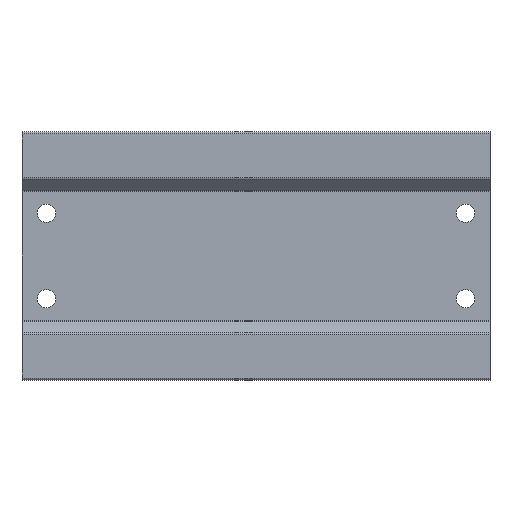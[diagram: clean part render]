
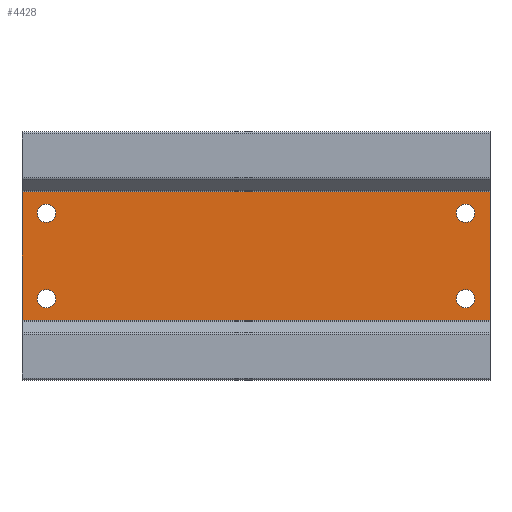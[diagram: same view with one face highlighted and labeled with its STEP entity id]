
A CAD part, front view. The second image highlights one B-rep face of the part: STEP entity #4428.
In plain terms, the highlighted planar face has unit normal (0, -1, 0).
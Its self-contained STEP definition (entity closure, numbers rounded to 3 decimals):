
#48 = FACE_BOUND ( 'NONE', #3342, .T. ) ;
#54 = AXIS2_PLACEMENT_3D ( 'NONE', #3056, #980, #3419 ) ;
#71 = CARTESIAN_POINT ( 'NONE',  ( -51.5, -10., 10.5 ) ) ;
#84 = CARTESIAN_POINT ( 'NONE',  ( 57.5, -10., -15.793 ) ) ;
#88 = CARTESIAN_POINT ( 'NONE',  ( -57.5, -10., 16. ) ) ;
#198 = ORIENTED_EDGE ( 'NONE', *, *, #1553, .F. ) ;
#234 = CIRCLE ( 'NONE', #2848, 2.25 ) ;
#317 = CARTESIAN_POINT ( 'NONE',  ( -51.5, -10., 10.5 ) ) ;
#381 = CIRCLE ( 'NONE', #917, 2.25 ) ;
#432 = DIRECTION ( 'NONE',  ( 0., 0., 1. ) ) ;
#451 = AXIS2_PLACEMENT_3D ( 'NONE', #3274, #1190, #3627 ) ;
#476 = CARTESIAN_POINT ( 'NONE',  ( -51.5, -10., -10.5 ) ) ;
#484 = VERTEX_POINT ( 'NONE', #1235 ) ;
#529 = CARTESIAN_POINT ( 'NONE',  ( 51.5, -10., -8.25 ) ) ;
#599 = ORIENTED_EDGE ( 'NONE', *, *, #2072, .T. ) ;
#668 = DIRECTION ( 'NONE',  ( 0., 0., 1. ) ) ;
#694 = ORIENTED_EDGE ( 'NONE', *, *, #4261, .T. ) ;
#733 = DIRECTION ( 'NONE',  ( 0., 1., 0. ) ) ;
#810 = VERTEX_POINT ( 'NONE', #4407 ) ;
#815 = CARTESIAN_POINT ( 'NONE',  ( -57.5, -10., -15.793 ) ) ;
#827 = DIRECTION ( 'NONE',  ( 0., 0., 1. ) ) ;
#893 = FACE_BOUND ( 'NONE', #1700, .T. ) ;
#903 = PLANE ( 'NONE',  #3011 ) ;
#917 = AXIS2_PLACEMENT_3D ( 'NONE', #3298, #1212, #3654 ) ;
#924 = EDGE_LOOP ( 'NONE', ( #1847, #2090 ) ) ;
#932 = EDGE_LOOP ( 'NONE', ( #1253, #694 ) ) ;
#956 = ORIENTED_EDGE ( 'NONE', *, *, #2370, .T. ) ;
#971 = EDGE_CURVE ( 'NONE', #2229, #2188, #2488, .T. ) ;
#980 = DIRECTION ( 'NONE',  ( 0., 1., 0. ) ) ;
#1002 = ORIENTED_EDGE ( 'NONE', *, *, #1928, .T. ) ;
#1079 = DIRECTION ( 'NONE',  ( 0., 1., 0. ) ) ;
#1190 = DIRECTION ( 'NONE',  ( 0., 1., 0. ) ) ;
#1212 = DIRECTION ( 'NONE',  ( 0., 1., 0. ) ) ;
#1227 = CARTESIAN_POINT ( 'NONE',  ( -57.5, -10., 16. ) ) ;
#1235 = CARTESIAN_POINT ( 'NONE',  ( 51.5, -10., 8.25 ) ) ;
#1253 = ORIENTED_EDGE ( 'NONE', *, *, #2473, .T. ) ;
#1286 = CIRCLE ( 'NONE', #54, 2.25 ) ;
#1358 = DIRECTION ( 'NONE',  ( 1., 0., 0. ) ) ;
#1390 = CIRCLE ( 'NONE', #4188, 2.25 ) ;
#1407 = VERTEX_POINT ( 'NONE', #3166 ) ;
#1431 = CIRCLE ( 'NONE', #2494, 2.25 ) ;
#1553 = EDGE_CURVE ( 'NONE', #2229, #4092, #4232, .T. ) ;
#1574 = VECTOR ( 'NONE', #2193, 1000. ) ;
#1589 = VERTEX_POINT ( 'NONE', #3603 ) ;
#1593 = DIRECTION ( 'NONE',  ( -1., 0., 0. ) ) ;
#1607 = DIRECTION ( 'NONE',  ( 0., 1., 0. ) ) ;
#1623 = LINE ( 'NONE', #4037, #4392 ) ;
#1700 = EDGE_LOOP ( 'NONE', ( #599, #2681 ) ) ;
#1751 = EDGE_CURVE ( 'NONE', #810, #4092, #1623, .T. ) ;
#1812 = VERTEX_POINT ( 'NONE', #1942 ) ;
#1814 = FACE_BOUND ( 'NONE', #924, .T. ) ;
#1847 = ORIENTED_EDGE ( 'NONE', *, *, #3027, .T. ) ;
#1928 = EDGE_CURVE ( 'NONE', #3574, #4514, #1286, .T. ) ;
#1942 = CARTESIAN_POINT ( 'NONE',  ( -51.5, -10., -8.25 ) ) ;
#2072 = EDGE_CURVE ( 'NONE', #3160, #484, #3527, .T. ) ;
#2080 = EDGE_LOOP ( 'NONE', ( #956, #4202, #198, #3825 ) ) ;
#2090 = ORIENTED_EDGE ( 'NONE', *, *, #4176, .T. ) ;
#2188 = VERTEX_POINT ( 'NONE', #84 ) ;
#2193 = DIRECTION ( 'NONE',  ( 0., 0., 1. ) ) ;
#2229 = VERTEX_POINT ( 'NONE', #815 ) ;
#2249 = EDGE_CURVE ( 'NONE', #484, #3160, #3917, .T. ) ;
#2357 = CARTESIAN_POINT ( 'NONE',  ( 57.5, -10., 16. ) ) ;
#2370 = EDGE_CURVE ( 'NONE', #2188, #810, #4484, .T. ) ;
#2473 = EDGE_CURVE ( 'NONE', #1407, #4398, #1390, .T. ) ;
#2488 = LINE ( 'NONE', #3813, #3537 ) ;
#2494 = AXIS2_PLACEMENT_3D ( 'NONE', #71, #2533, #432 ) ;
#2533 = DIRECTION ( 'NONE',  ( 0., 1., 0. ) ) ;
#2681 = ORIENTED_EDGE ( 'NONE', *, *, #2249, .T. ) ;
#2742 = AXIS2_PLACEMENT_3D ( 'NONE', #3163, #1079, #3523 ) ;
#2765 = DIRECTION ( 'NONE',  ( 0., 1., 0. ) ) ;
#2827 = CARTESIAN_POINT ( 'NONE',  ( 51.5, -10., 10.5 ) ) ;
#2848 = AXIS2_PLACEMENT_3D ( 'NONE', #476, #2913, #827 ) ;
#2877 = AXIS2_PLACEMENT_3D ( 'NONE', #2827, #733, #3175 ) ;
#2901 = CARTESIAN_POINT ( 'NONE',  ( -57.5, -10., 15.793 ) ) ;
#2913 = DIRECTION ( 'NONE',  ( 0., 1., 0. ) ) ;
#2970 = ORIENTED_EDGE ( 'NONE', *, *, #4349, .T. ) ;
#3011 = AXIS2_PLACEMENT_3D ( 'NONE', #1227, #1607, #4047 ) ;
#3027 = EDGE_CURVE ( 'NONE', #1812, #1589, #234, .T. ) ;
#3038 = CARTESIAN_POINT ( 'NONE',  ( 51.5, -10., -12.75 ) ) ;
#3056 = CARTESIAN_POINT ( 'NONE',  ( 51.5, -10., -10.5 ) ) ;
#3160 = VERTEX_POINT ( 'NONE', #3718 ) ;
#3163 = CARTESIAN_POINT ( 'NONE',  ( -51.5, -10., -10.5 ) ) ;
#3166 = CARTESIAN_POINT ( 'NONE',  ( -51.5, -10., 12.75 ) ) ;
#3175 = DIRECTION ( 'NONE',  ( 0., 0., 1. ) ) ;
#3274 = CARTESIAN_POINT ( 'NONE',  ( 51.5, -10., 10.5 ) ) ;
#3298 = CARTESIAN_POINT ( 'NONE',  ( 51.5, -10., -10.5 ) ) ;
#3342 = EDGE_LOOP ( 'NONE', ( #1002, #2970 ) ) ;
#3419 = DIRECTION ( 'NONE',  ( 0., 0., 1. ) ) ;
#3523 = DIRECTION ( 'NONE',  ( 0., 0., 1. ) ) ;
#3527 = CIRCLE ( 'NONE', #2877, 2.25 ) ;
#3537 = VECTOR ( 'NONE', #1358, 1000. ) ;
#3569 = FACE_OUTER_BOUND ( 'NONE', #2080, .T. ) ;
#3574 = VERTEX_POINT ( 'NONE', #529 ) ;
#3603 = CARTESIAN_POINT ( 'NONE',  ( -51.5, -10., -12.75 ) ) ;
#3627 = DIRECTION ( 'NONE',  ( 0., 0., 1. ) ) ;
#3654 = DIRECTION ( 'NONE',  ( 0., 0., 1. ) ) ;
#3718 = CARTESIAN_POINT ( 'NONE',  ( 51.5, -10., 12.75 ) ) ;
#3813 = CARTESIAN_POINT ( 'NONE',  ( 57.5, -10., -15.793 ) ) ;
#3825 = ORIENTED_EDGE ( 'NONE', *, *, #971, .T. ) ;
#3917 = CIRCLE ( 'NONE', #451, 2.25 ) ;
#4037 = CARTESIAN_POINT ( 'NONE',  ( -57.5, -10., 15.793 ) ) ;
#4047 = DIRECTION ( 'NONE',  ( 0., 0., 1. ) ) ;
#4092 = VERTEX_POINT ( 'NONE', #2901 ) ;
#4101 = DIRECTION ( 'NONE',  ( 0., 0., 1. ) ) ;
#4176 = EDGE_CURVE ( 'NONE', #1589, #1812, #4322, .T. ) ;
#4188 = AXIS2_PLACEMENT_3D ( 'NONE', #317, #2765, #668 ) ;
#4202 = ORIENTED_EDGE ( 'NONE', *, *, #1751, .T. ) ;
#4232 = LINE ( 'NONE', #88, #1574 ) ;
#4261 = EDGE_CURVE ( 'NONE', #4398, #1407, #1431, .T. ) ;
#4322 = CIRCLE ( 'NONE', #2742, 2.25 ) ;
#4349 = EDGE_CURVE ( 'NONE', #4514, #3574, #381, .T. ) ;
#4354 = CARTESIAN_POINT ( 'NONE',  ( -51.5, -10., 8.25 ) ) ;
#4388 = VECTOR ( 'NONE', #4101, 1000. ) ;
#4392 = VECTOR ( 'NONE', #1593, 1000. ) ;
#4398 = VERTEX_POINT ( 'NONE', #4354 ) ;
#4407 = CARTESIAN_POINT ( 'NONE',  ( 57.5, -10., 15.793 ) ) ;
#4428 = ADVANCED_FACE ( 'NONE', ( #1814, #4471, #48, #893, #3569 ), #903, .F. ) ;
#4471 = FACE_BOUND ( 'NONE', #932, .T. ) ;
#4484 = LINE ( 'NONE', #2357, #4388 ) ;
#4514 = VERTEX_POINT ( 'NONE', #3038 ) ;
